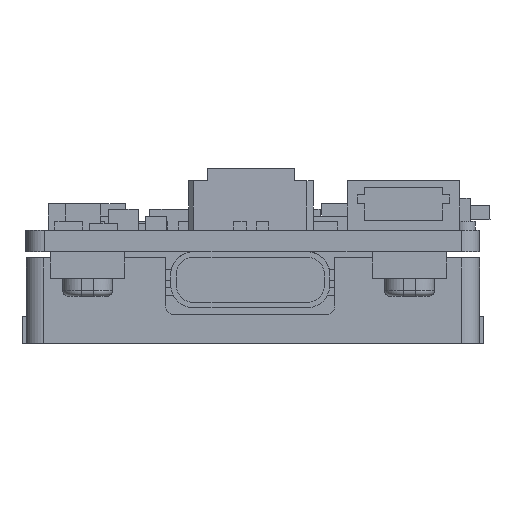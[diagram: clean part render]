
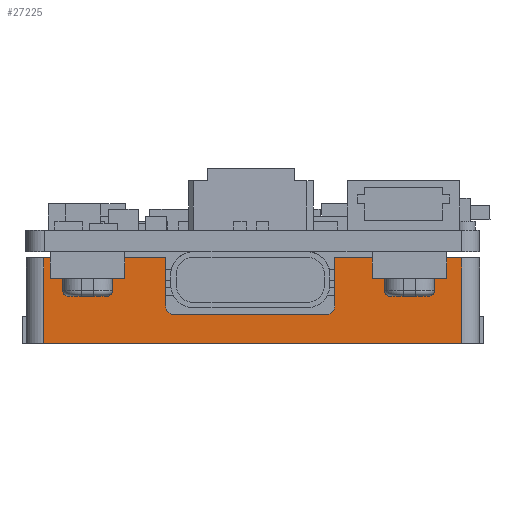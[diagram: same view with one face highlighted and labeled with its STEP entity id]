
A CAD part, front view. The second image highlights one B-rep face of the part: STEP entity #27225.
In plain terms, the highlighted planar face has unit normal (0, -1, 0).
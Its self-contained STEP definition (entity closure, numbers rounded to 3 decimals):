
#25948=DIRECTION('',(0.,0.,1.));
#25949=VECTOR('',#25948,4.8);
#25950=CARTESIAN_POINT('',(24.65,5.8,-6.));
#25951=LINE('',#25950,#25949);
#26057=DIRECTION('',(-1.,0.,0.));
#26058=VECTOR('',#26057,23.5);
#26059=CARTESIAN_POINT('',(24.65,5.8,-6.));
#26060=LINE('',#26059,#26058);
#26064=DIRECTION('',(1.,0.,0.));
#26065=VECTOR('',#26064,6.85);
#26066=CARTESIAN_POINT('',(1.15,5.8,-1.2));
#26067=LINE('',#26066,#26065);
#26071=CARTESIAN_POINT('',(8.5,5.8,-3.9));
#26072=DIRECTION('',(0.,-1.,0.));
#26073=DIRECTION('',(-1.,0.,0.));
#26074=AXIS2_PLACEMENT_3D('',#26071,#26072,#26073);
#26079=DIRECTION('',(1.,0.,0.));
#26080=VECTOR('',#26079,8.5);
#26081=CARTESIAN_POINT('',(8.5,5.8,-4.4));
#26082=LINE('',#26081,#26080);
#26086=CARTESIAN_POINT('',(17.,5.8,-3.9));
#26087=DIRECTION('',(0.,-1.,0.));
#26088=DIRECTION('',(0.,0.,-1.));
#26089=AXIS2_PLACEMENT_3D('',#26086,#26087,#26088);
#26094=DIRECTION('',(0.,0.,1.));
#26095=VECTOR('',#26094,2.7);
#26096=CARTESIAN_POINT('',(17.5,5.8,-3.9));
#26097=LINE('',#26096,#26095);
#26101=DIRECTION('',(1.,0.,0.));
#26102=VECTOR('',#26101,7.15);
#26103=CARTESIAN_POINT('',(17.5,5.8,-1.2));
#26104=LINE('',#26103,#26102);
#26108=DIRECTION('',(0.,0.,-1.));
#26109=VECTOR('',#26108,4.8);
#26110=CARTESIAN_POINT('',(1.15,5.8,-1.2));
#26111=LINE('',#26110,#26109);
#26169=DIRECTION('',(0.,0.,1.));
#26170=VECTOR('',#26169,2.7);
#26171=CARTESIAN_POINT('',(8.,5.8,-3.9));
#26172=LINE('',#26171,#26170);
#26597=CARTESIAN_POINT('',(24.65,5.8,-1.2));
#26598=VERTEX_POINT('',#26597);
#26599=CARTESIAN_POINT('',(17.5,5.8,-1.2));
#26600=VERTEX_POINT('',#26599);
#26607=CARTESIAN_POINT('',(24.65,5.8,-6.));
#26608=VERTEX_POINT('',#26607);
#26609=CARTESIAN_POINT('',(1.15,5.8,-6.));
#26610=VERTEX_POINT('',#26609);
#26623=CARTESIAN_POINT('',(17.5,5.8,-3.9));
#26624=VERTEX_POINT('',#26623);
#26625=CARTESIAN_POINT('',(1.15,5.8,-1.2));
#26626=VERTEX_POINT('',#26625);
#26627=CARTESIAN_POINT('',(8.,5.8,-1.2));
#26628=VERTEX_POINT('',#26627);
#26629=CARTESIAN_POINT('',(8.,5.8,-3.9));
#26630=VERTEX_POINT('',#26629);
#26631=CARTESIAN_POINT('',(8.5,5.8,-4.4));
#26632=VERTEX_POINT('',#26631);
#26633=CARTESIAN_POINT('',(17.,5.8,-4.4));
#26634=VERTEX_POINT('',#26633);
#27202=CARTESIAN_POINT('',(0.,5.8,-1.2));
#27203=DIRECTION('',(0.,-1.,0.));
#27204=DIRECTION('',(0.,0.,-1.));
#27205=AXIS2_PLACEMENT_3D('',#27202,#27203,#27204);
#27206=PLANE('',#27205);
#27207=ORIENTED_EDGE('',*,*,#27123,.F.);
#27208=ORIENTED_EDGE('',*,*,#27139,.T.);
#27210=ORIENTED_EDGE('',*,*,#27209,.F.);
#27212=ORIENTED_EDGE('',*,*,#27211,.T.);
#27214=ORIENTED_EDGE('',*,*,#27213,.F.);
#27216=ORIENTED_EDGE('',*,*,#27215,.T.);
#27218=ORIENTED_EDGE('',*,*,#27217,.T.);
#27220=ORIENTED_EDGE('',*,*,#27219,.T.);
#27221=ORIENTED_EDGE('',*,*,#27194,.T.);
#27222=ORIENTED_EDGE('',*,*,#27058,.T.);
#27223=EDGE_LOOP('',(#27207,#27208,#27210,#27212,#27214,#27216,#27218,#27220,
#27221,#27222));
#27224=FACE_OUTER_BOUND('',#27223,.F.);
#26075=CIRCLE('',#26074,0.5);
#26090=CIRCLE('',#26089,0.5);
#27058=EDGE_CURVE('',#26600,#26598,#26104,.T.);
#27123=EDGE_CURVE('',#26608,#26598,#25951,.T.);
#27139=EDGE_CURVE('',#26608,#26610,#26060,.T.);
#27194=EDGE_CURVE('',#26624,#26600,#26097,.T.);
#27209=EDGE_CURVE('',#26626,#26610,#26111,.T.);
#27211=EDGE_CURVE('',#26626,#26628,#26067,.T.);
#27213=EDGE_CURVE('',#26630,#26628,#26172,.T.);
#27215=EDGE_CURVE('',#26630,#26632,#26075,.T.);
#27217=EDGE_CURVE('',#26632,#26634,#26082,.T.);
#27219=EDGE_CURVE('',#26634,#26624,#26090,.T.);
#27225=ADVANCED_FACE('',(#27224),#27206,.T.);
